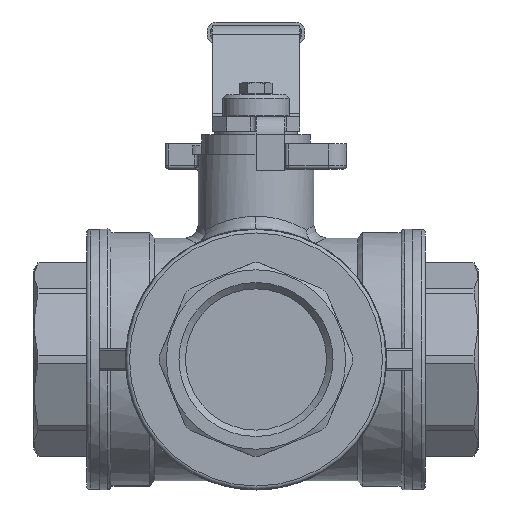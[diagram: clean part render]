
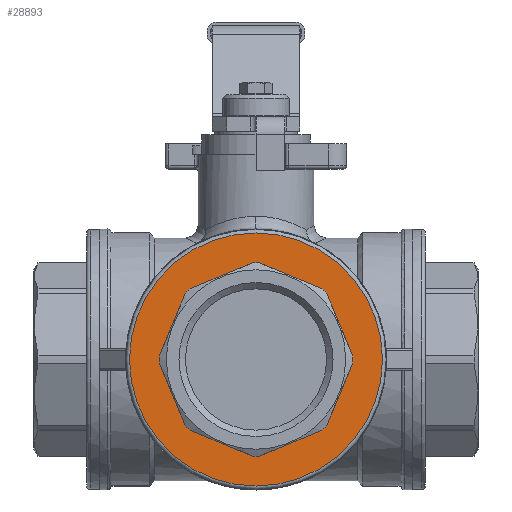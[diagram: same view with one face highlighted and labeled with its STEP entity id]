
A CAD part, front view. The second image highlights one B-rep face of the part: STEP entity #28893.
In plain terms, the highlighted planar face has unit normal (0, -1, 0).
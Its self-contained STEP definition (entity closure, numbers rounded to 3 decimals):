
#16974=CARTESIAN_POINT('',(0.,-46.75,34.9));
#16975=VERTEX_POINT('',#16974);
#16983=CARTESIAN_POINT('',(0.,-46.75,-34.9));
#16984=VERTEX_POINT('',#16983);
#16985=CARTESIAN_POINT('',(0.,-46.75,-0.));
#16986=DIRECTION('',(-0.,1.,0.));
#16987=DIRECTION('',(0.,-0.,1.));
#16988=AXIS2_PLACEMENT_3D('',#16985,#16986,#16987);
#16989=CIRCLE('',#16988,34.9);
#16990=EDGE_CURVE('',#16975,#16984,#16989,.T.);
#16992=CARTESIAN_POINT('',(0.,-46.75,-0.));
#16993=DIRECTION('',(-0.,1.,0.));
#16994=DIRECTION('',(0.,-0.,1.));
#16995=AXIS2_PLACEMENT_3D('',#16992,#16993,#16994);
#16996=CIRCLE('',#16995,34.9);
#16997=EDGE_CURVE('',#16984,#16975,#16996,.T.);
#17061=CARTESIAN_POINT('',(0.,-46.75,26.675));
#17062=VERTEX_POINT('',#17061);
#17080=CARTESIAN_POINT('',(0.972,-46.75,26.657));
#17081=VERTEX_POINT('',#17080);
#17088=CARTESIAN_POINT('',(0.,-46.75,-0.));
#17089=DIRECTION('',(0.,-1.,-0.));
#17090=DIRECTION('',(0.,-0.,1.));
#17091=AXIS2_PLACEMENT_3D('',#17088,#17089,#17090);
#17092=CIRCLE('',#17091,26.675);
#17093=EDGE_CURVE('',#17081,#17062,#17092,.T.);
#19331=CARTESIAN_POINT('',(0.,-46.75,-26.675));
#19332=VERTEX_POINT('',#19331);
#19340=CARTESIAN_POINT('',(-0.972,-46.75,-26.657));
#19341=VERTEX_POINT('',#19340);
#19348=CARTESIAN_POINT('',(0.,-46.75,-0.));
#19349=DIRECTION('',(0.,-1.,-0.));
#19350=DIRECTION('',(0.,0.,-1.));
#19351=AXIS2_PLACEMENT_3D('',#19348,#19349,#19350);
#19352=CIRCLE('',#19351,26.675);
#19353=EDGE_CURVE('',#19341,#19332,#19352,.T.);
#28174=CARTESIAN_POINT('',(-19.537,-46.75,18.162));
#28175=VERTEX_POINT('',#28174);
#28182=CARTESIAN_POINT('',(-26.657,-46.75,0.972));
#28183=VERTEX_POINT('',#28182);
#28184=CARTESIAN_POINT('',(-26.657,-46.75,0.972));
#28185=DIRECTION('',(0.383,-0.,0.924));
#28186=VECTOR('',#28185,18.607);
#28187=LINE('',#28184,#28186);
#28188=EDGE_CURVE('',#28183,#28175,#28187,.T.);
#28313=CARTESIAN_POINT('',(-26.657,-46.75,-0.972));
#28314=VERTEX_POINT('',#28313);
#28321=CARTESIAN_POINT('',(-19.537,-46.75,-18.162));
#28322=VERTEX_POINT('',#28321);
#28323=CARTESIAN_POINT('',(-26.657,-46.75,-0.972));
#28324=DIRECTION('',(0.383,0.,-0.924));
#28325=VECTOR('',#28324,18.607);
#28326=LINE('',#28323,#28325);
#28327=EDGE_CURVE('',#28314,#28322,#28326,.T.);
#28345=CARTESIAN_POINT('',(18.162,-46.75,-19.537));
#28346=VERTEX_POINT('',#28345);
#28353=CARTESIAN_POINT('',(19.537,-46.75,-18.162));
#28354=VERTEX_POINT('',#28353);
#28355=CARTESIAN_POINT('',(0.,-46.75,-0.));
#28356=DIRECTION('',(0.,-1.,-0.));
#28357=DIRECTION('',(0.,0.,-1.));
#28358=AXIS2_PLACEMENT_3D('',#28355,#28356,#28357);
#28359=CIRCLE('',#28358,26.675);
#28360=EDGE_CURVE('',#28346,#28354,#28359,.T.);
#28669=CARTESIAN_POINT('',(26.657,-46.75,-0.972));
#28670=VERTEX_POINT('',#28669);
#28671=CARTESIAN_POINT('',(26.657,-46.75,-0.972));
#28672=DIRECTION('',(-0.383,-0.,-0.924));
#28673=VECTOR('',#28672,18.607);
#28674=LINE('',#28671,#28673);
#28675=EDGE_CURVE('',#28670,#28354,#28674,.T.);
#28713=CARTESIAN_POINT('',(-18.162,-46.75,-19.537));
#28714=VERTEX_POINT('',#28713);
#28715=CARTESIAN_POINT('',(0.,-46.75,-0.));
#28716=DIRECTION('',(0.,-1.,-0.));
#28717=DIRECTION('',(0.,0.,-1.));
#28718=AXIS2_PLACEMENT_3D('',#28715,#28716,#28717);
#28719=CIRCLE('',#28718,26.675);
#28720=EDGE_CURVE('',#28322,#28714,#28719,.T.);
#28738=CARTESIAN_POINT('',(18.162,-46.75,19.537));
#28739=VERTEX_POINT('',#28738);
#28746=CARTESIAN_POINT('',(0.972,-46.75,26.657));
#28747=DIRECTION('',(0.924,0.,-0.383));
#28748=VECTOR('',#28747,18.607);
#28749=LINE('',#28746,#28748);
#28750=EDGE_CURVE('',#17081,#28739,#28749,.T.);
#28763=CARTESIAN_POINT('',(19.537,-46.75,18.162));
#28764=VERTEX_POINT('',#28763);
#28771=CARTESIAN_POINT('',(0.,-46.75,-0.));
#28772=DIRECTION('',(0.,-1.,-0.));
#28773=DIRECTION('',(0.,0.,-1.));
#28774=AXIS2_PLACEMENT_3D('',#28771,#28772,#28773);
#28775=CIRCLE('',#28774,26.675);
#28776=EDGE_CURVE('',#28764,#28739,#28775,.T.);
#28789=CARTESIAN_POINT('',(-0.972,-46.75,26.657));
#28790=VERTEX_POINT('',#28789);
#28797=CARTESIAN_POINT('',(-18.162,-46.75,19.537));
#28798=VERTEX_POINT('',#28797);
#28799=CARTESIAN_POINT('',(-18.162,-46.75,19.537));
#28800=DIRECTION('',(0.924,0.,0.383));
#28801=VECTOR('',#28800,18.607);
#28802=LINE('',#28799,#28801);
#28803=EDGE_CURVE('',#28798,#28790,#28802,.T.);
#28815=CARTESIAN_POINT('',(0.,-46.75,-31.288));
#28816=DIRECTION('',(0.,-1.,-0.));
#28817=DIRECTION('',(0.,-0.,1.));
#28818=AXIS2_PLACEMENT_3D('',#28815,#28816,#28817);
#28819=PLANE('',#28818);
#28820=ORIENTED_EDGE('',*,*,#16997,.F.);
#28821=ORIENTED_EDGE('',*,*,#16990,.F.);
#28822=EDGE_LOOP('',(#28820,#28821));
#28823=FACE_BOUND('',#28822,.T.);
#28824=ORIENTED_EDGE('',*,*,#19353,.F.);
#28825=CARTESIAN_POINT('',(-0.972,-46.75,-26.657));
#28826=DIRECTION('',(-0.924,-0.,0.383));
#28827=VECTOR('',#28826,18.607);
#28828=LINE('',#28825,#28827);
#28829=EDGE_CURVE('',#19341,#28714,#28828,.T.);
#28830=ORIENTED_EDGE('',*,*,#28829,.T.);
#28831=ORIENTED_EDGE('',*,*,#28720,.F.);
#28832=ORIENTED_EDGE('',*,*,#28327,.F.);
#28833=CARTESIAN_POINT('',(0.,-46.75,-0.));
#28834=DIRECTION('',(0.,-1.,-0.));
#28835=DIRECTION('',(0.,0.,-1.));
#28836=AXIS2_PLACEMENT_3D('',#28833,#28834,#28835);
#28837=CIRCLE('',#28836,26.675);
#28838=EDGE_CURVE('',#28183,#28314,#28837,.T.);
#28839=ORIENTED_EDGE('',*,*,#28838,.F.);
#28840=ORIENTED_EDGE('',*,*,#28188,.T.);
#28841=CARTESIAN_POINT('',(0.,-46.75,-0.));
#28842=DIRECTION('',(0.,-1.,-0.));
#28843=DIRECTION('',(0.,0.,-1.));
#28844=AXIS2_PLACEMENT_3D('',#28841,#28842,#28843);
#28845=CIRCLE('',#28844,26.675);
#28846=EDGE_CURVE('',#28798,#28175,#28845,.T.);
#28847=ORIENTED_EDGE('',*,*,#28846,.F.);
#28848=ORIENTED_EDGE('',*,*,#28803,.T.);
#28849=CARTESIAN_POINT('',(0.,-46.75,-0.));
#28850=DIRECTION('',(0.,-1.,-0.));
#28851=DIRECTION('',(0.,-0.,1.));
#28852=AXIS2_PLACEMENT_3D('',#28849,#28850,#28851);
#28853=CIRCLE('',#28852,26.675);
#28854=EDGE_CURVE('',#17062,#28790,#28853,.T.);
#28855=ORIENTED_EDGE('',*,*,#28854,.F.);
#28856=ORIENTED_EDGE('',*,*,#17093,.F.);
#28857=ORIENTED_EDGE('',*,*,#28750,.T.);
#28858=ORIENTED_EDGE('',*,*,#28776,.F.);
#28859=CARTESIAN_POINT('',(26.657,-46.75,0.972));
#28860=VERTEX_POINT('',#28859);
#28861=CARTESIAN_POINT('',(19.537,-46.75,18.162));
#28862=DIRECTION('',(0.383,0.,-0.924));
#28863=VECTOR('',#28862,18.607);
#28864=LINE('',#28861,#28863);
#28865=EDGE_CURVE('',#28764,#28860,#28864,.T.);
#28866=ORIENTED_EDGE('',*,*,#28865,.T.);
#28867=CARTESIAN_POINT('',(0.,-46.75,-0.));
#28868=DIRECTION('',(0.,-1.,-0.));
#28869=DIRECTION('',(0.,0.,-1.));
#28870=AXIS2_PLACEMENT_3D('',#28867,#28868,#28869);
#28871=CIRCLE('',#28870,26.675);
#28872=EDGE_CURVE('',#28670,#28860,#28871,.T.);
#28873=ORIENTED_EDGE('',*,*,#28872,.F.);
#28874=ORIENTED_EDGE('',*,*,#28675,.T.);
#28875=ORIENTED_EDGE('',*,*,#28360,.F.);
#28876=CARTESIAN_POINT('',(0.972,-46.75,-26.657));
#28877=VERTEX_POINT('',#28876);
#28878=CARTESIAN_POINT('',(18.162,-46.75,-19.537));
#28879=DIRECTION('',(-0.924,-0.,-0.383));
#28880=VECTOR('',#28879,18.607);
#28881=LINE('',#28878,#28880);
#28882=EDGE_CURVE('',#28346,#28877,#28881,.T.);
#28883=ORIENTED_EDGE('',*,*,#28882,.T.);
#28884=CARTESIAN_POINT('',(0.,-46.75,-0.));
#28885=DIRECTION('',(0.,-1.,-0.));
#28886=DIRECTION('',(0.,0.,-1.));
#28887=AXIS2_PLACEMENT_3D('',#28884,#28885,#28886);
#28888=CIRCLE('',#28887,26.675);
#28889=EDGE_CURVE('',#19332,#28877,#28888,.T.);
#28890=ORIENTED_EDGE('',*,*,#28889,.F.);
#28891=EDGE_LOOP('',(#28824,#28830,#28831,#28832,#28839,#28840,#28847,#28848,#28855,#28856,#28857,#28858,#28866,#28873,#28874,#28875,#28883,#28890));
#28892=FACE_BOUND('',#28891,.T.);
#28893=ADVANCED_FACE('',(#28823,#28892),#28819,.T.);
